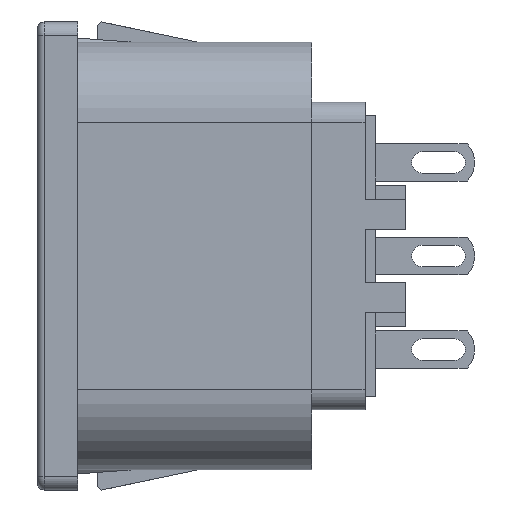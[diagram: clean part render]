
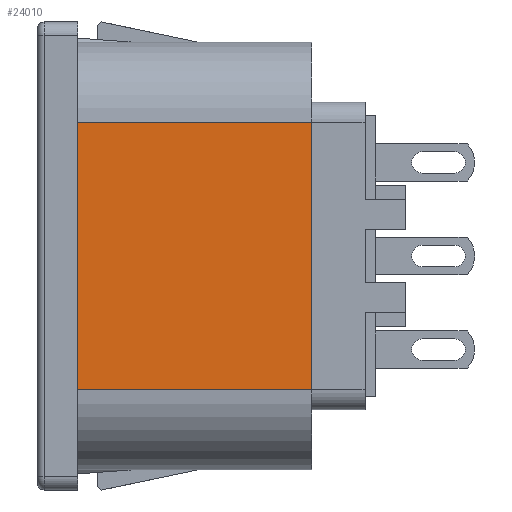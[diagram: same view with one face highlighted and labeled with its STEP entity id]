
A CAD part, left-side view. The second image highlights one B-rep face of the part: STEP entity #24010.
In plain terms, the highlighted planar face has unit normal (-1, 0, 0).
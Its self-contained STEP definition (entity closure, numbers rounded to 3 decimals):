
#268 = LINE ( 'NONE', #1753, #269 ) ;
#269 = VECTOR ( 'NONE', #1754, 1000. ) ;
#1305 = CARTESIAN_POINT ( 'NONE',  ( -40.979, 5.118, -10. ) ) ;
#1358 = CARTESIAN_POINT ( 'NONE',  ( -40.979, 5.118, 10. ) ) ;
#1753 = CARTESIAN_POINT ( 'NONE',  ( -40.979, -12.382, 10. ) ) ;
#1754 = DIRECTION ( 'NONE',  ( 0., 0., -1. ) ) ;
#9026 = CARTESIAN_POINT ( 'NONE',  ( -40.979, 5.118, 10. ) ) ;
#9031 = DIRECTION ( 'NONE',  ( 0., 0., -1. ) ) ;
#9201 = CARTESIAN_POINT ( 'NONE',  ( -40.979, -12.382, 10. ) ) ;
#9202 = DIRECTION ( 'NONE',  ( 0., 1., 0. ) ) ;
#9209 = CARTESIAN_POINT ( 'NONE',  ( -40.979, -12.382, -10. ) ) ;
#9210 = DIRECTION ( 'NONE',  ( 0., 1., 0. ) ) ;
#9684 = LINE ( 'NONE', #9026, #9691 ) ;
#9691 = VECTOR ( 'NONE', #9031, 1000. ) ;
#9806 = LINE ( 'NONE', #9201, #9810 ) ;
#9810 = VECTOR ( 'NONE', #9202, 1000. ) ;
#9819 = LINE ( 'NONE', #9209, #9820 ) ;
#9820 = VECTOR ( 'NONE', #9210, 1000. ) ;
#14998 = VERTEX_POINT ( 'NONE', #1305 ) ;
#15096 = VERTEX_POINT ( 'NONE', #1358 ) ;
#16018 = EDGE_CURVE ( 'NONE', #29415, #29408, #268, .T. ) ;
#20015 = FACE_OUTER_BOUND ( 'NONE', #25997, .T. ) ;
#20836 = CARTESIAN_POINT ( 'NONE',  ( -40.979, -12.382, 10. ) ) ;
#20837 = PLANE ( 'NONE',  #22507 ) ;
#20846 = DIRECTION ( 'NONE',  ( 1., 0., 0. ) ) ;
#20847 = DIRECTION ( 'NONE',  ( 0., 0., -1. ) ) ;
#21850 = EDGE_CURVE ( 'NONE', #15096, #14998, #9684, .T. ) ;
#22009 = EDGE_CURVE ( 'NONE', #29415, #15096, #9806, .T. ) ;
#22017 = EDGE_CURVE ( 'NONE', #29408, #14998, #9819, .T. ) ;
#22507 = AXIS2_PLACEMENT_3D ( 'NONE', #20836, #20846, #20847 ) ;
#24010 = ADVANCED_FACE ( 'NONE', ( #20015 ), #20837, .F. ) ;
#25997 = EDGE_LOOP ( 'NONE', ( #27523, #27525, #27527, #27530 ) ) ;
#27523 = ORIENTED_EDGE ( 'NONE', *, *, #21850, .T. ) ;
#27525 = ORIENTED_EDGE ( 'NONE', *, *, #22017, .F. ) ;
#27527 = ORIENTED_EDGE ( 'NONE', *, *, #16018, .F. ) ;
#27530 = ORIENTED_EDGE ( 'NONE', *, *, #22009, .T. ) ;
#29408 = VERTEX_POINT ( 'NONE', #43058 ) ;
#29415 = VERTEX_POINT ( 'NONE', #43063 ) ;
#43058 = CARTESIAN_POINT ( 'NONE',  ( -40.979, -12.382, -10. ) ) ;
#43063 = CARTESIAN_POINT ( 'NONE',  ( -40.979, -12.382, 10. ) ) ;
